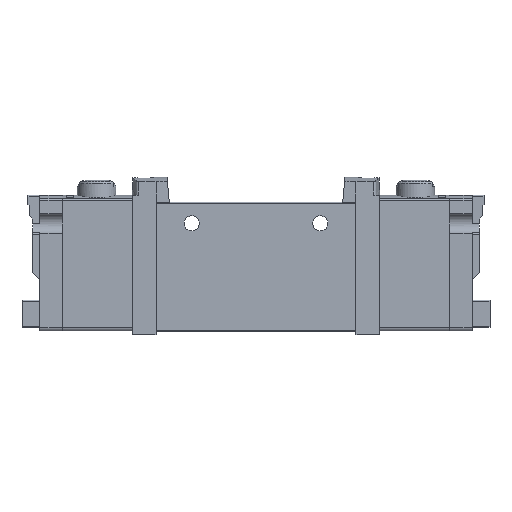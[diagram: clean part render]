
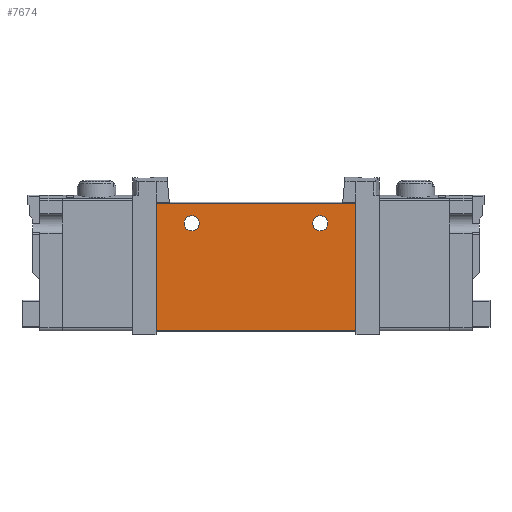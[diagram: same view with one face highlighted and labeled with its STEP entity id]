
A CAD part, top view. The second image highlights one B-rep face of the part: STEP entity #7674.
In plain terms, the highlighted planar face has unit normal (0, 0, 1).
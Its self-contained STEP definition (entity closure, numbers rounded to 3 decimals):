
#87=PLANE('',#8255);
#580=LINE('',#11727,#1410);
#619=LINE('',#11819,#1449);
#622=LINE('',#11827,#1452);
#625=LINE('',#11835,#1455);
#1410=VECTOR('',#9220,1000.);
#1449=VECTOR('',#9303,1000.);
#1452=VECTOR('',#9310,1000.);
#1455=VECTOR('',#9319,1000.);
#2510=ORIENTED_EDGE('',*,*,#4695,.F.);
#2511=ORIENTED_EDGE('',*,*,#4696,.F.);
#2512=ORIENTED_EDGE('',*,*,#4640,.T.);
#2513=ORIENTED_EDGE('',*,*,#4697,.F.);
#2514=ORIENTED_EDGE('',*,*,#4688,.F.);
#2515=ORIENTED_EDGE('',*,*,#4692,.T.);
#4640=EDGE_CURVE('',#5744,#5743,#580,.T.);
#4688=EDGE_CURVE('',#5774,#5775,#619,.T.);
#4692=EDGE_CURVE('',#5774,#5744,#622,.T.);
#4695=EDGE_CURVE('',#5778,#5778,#6354,.F.);
#4696=EDGE_CURVE('',#5779,#5779,#6355,.F.);
#4697=EDGE_CURVE('',#5775,#5743,#625,.T.);
#5743=VERTEX_POINT('',#11726);
#5744=VERTEX_POINT('',#11728);
#5774=VERTEX_POINT('',#11818);
#5775=VERTEX_POINT('',#11820);
#5778=VERTEX_POINT('',#11832);
#5779=VERTEX_POINT('',#11834);
#6354=CIRCLE('',#8256,1.6);
#6355=CIRCLE('',#8257,1.6);
#6572=EDGE_LOOP('',(#2510));
#6573=EDGE_LOOP('',(#2511));
#6574=EDGE_LOOP('',(#2512,#2513,#2514,#2515));
#7092=FACE_BOUND('',#6572,.T.);
#7093=FACE_BOUND('',#6573,.T.);
#7094=FACE_BOUND('',#6574,.T.);
#7674=ADVANCED_FACE('',(#7092,#7093,#7094),#87,.F.);
#8255=AXIS2_PLACEMENT_3D('',#11830,#9313,#9314);
#8256=AXIS2_PLACEMENT_3D('',#11831,#9315,#9316);
#8257=AXIS2_PLACEMENT_3D('',#11833,#9317,#9318);
#9220=DIRECTION('',(0.,-1.,0.));
#9303=DIRECTION('',(0.,-1.,0.));
#9310=DIRECTION('',(-1.,0.,0.));
#9313=DIRECTION('',(0.,0.,-1.));
#9314=DIRECTION('',(-1.,0.,0.));
#9315=DIRECTION('',(0.,0.,-1.));
#9316=DIRECTION('',(-1.,0.,0.));
#9317=DIRECTION('',(0.,0.,-1.));
#9318=DIRECTION('',(-1.,0.,0.));
#9319=DIRECTION('',(-1.,0.,0.));
#11726=CARTESIAN_POINT('',(-21.,0.,5.1));
#11727=CARTESIAN_POINT('',(-21.,26.7,5.1));
#11728=CARTESIAN_POINT('',(-21.,26.7,5.1));
#11818=CARTESIAN_POINT('',(21.,26.7,5.1));
#11819=CARTESIAN_POINT('',(21.,26.7,5.1));
#11820=CARTESIAN_POINT('',(21.,0.,5.1));
#11827=CARTESIAN_POINT('',(21.,26.7,5.1));
#11830=CARTESIAN_POINT('',(21.,26.7,5.1));
#11831=CARTESIAN_POINT('',(-13.5,22.6,5.1));
#11832=CARTESIAN_POINT('',(-15.1,22.6,5.1));
#11833=CARTESIAN_POINT('',(13.5,22.6,5.1));
#11834=CARTESIAN_POINT('',(11.9,22.6,5.1));
#11835=CARTESIAN_POINT('',(21.,0.,5.1));
